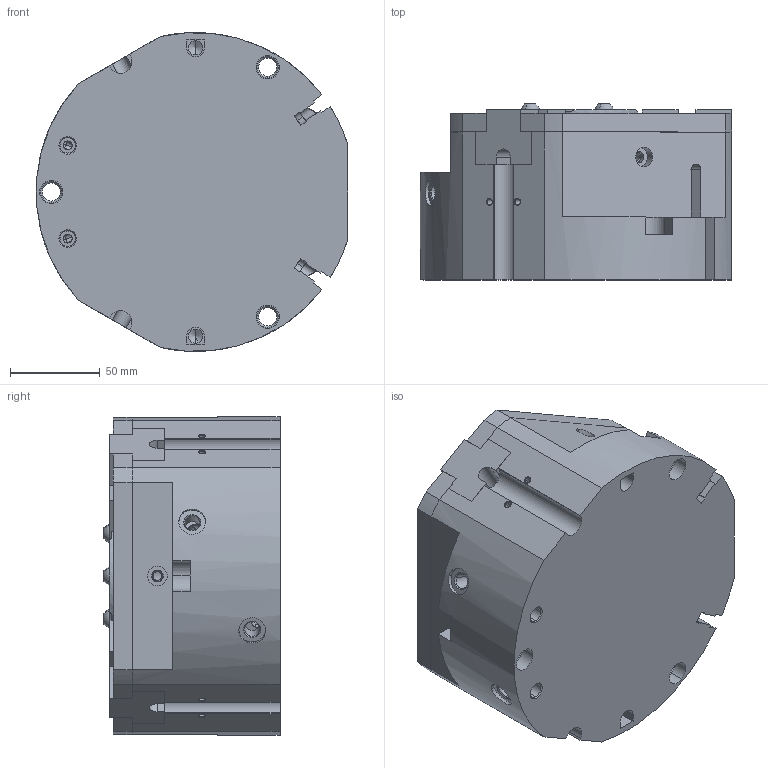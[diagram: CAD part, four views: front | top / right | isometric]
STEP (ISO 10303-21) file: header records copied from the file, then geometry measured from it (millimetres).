
FILE_DESCRIPTION( ( '' ), '1' );
FILE_NAME( 'qpg317s_op178snt_0_2_14a.stp', '2010-10-25T14:19:34', ( '' ), ( '' ), ' ', ' ', ' ' );
FILE_SCHEMA( ( 'automotive_design' ) );
Length unit declared in the file: millimetre
Products named in the file (4): 1; 2; 3; 4
Bounding box: 173.95 x 98.3 x 177.93 mm (x, y, z)
Volume: 2006732.1 mm3; surface area: 179403.9 mm2
Topology: 4 solids, 4 shells, 455 faces, 1181 edges, 737 vertices
Faces by surface type: plane 218, cylinder 137, cone 94, torus 6
Entity records: 27259 total; most frequent: CARTESIAN_POINT 2904, DIRECTION 2402, STYLED_ITEM 2337, PRESENTATION_STYLE_ASSIGNMENT 2337, COLOUR_RGB 2337, ORIENTED_EDGE 2282, EDGE_CURVE 1141, CURVE_STYLE 1141
